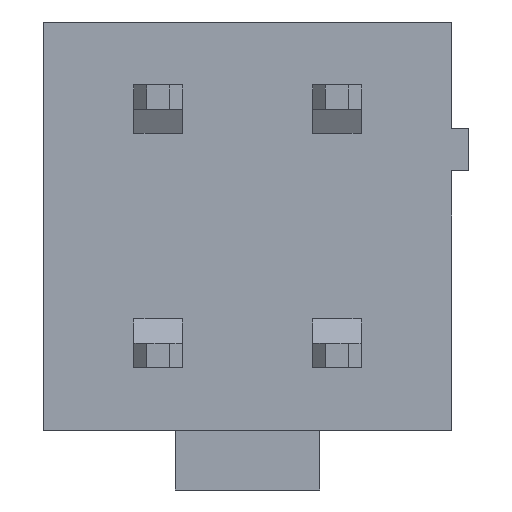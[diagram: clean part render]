
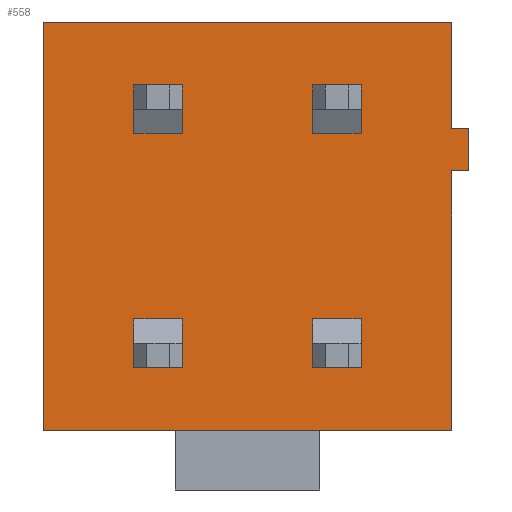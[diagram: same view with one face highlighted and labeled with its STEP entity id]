
A CAD part, front view. The second image highlights one B-rep face of the part: STEP entity #558.
In plain terms, the highlighted planar face has unit normal (0, -1, 0).
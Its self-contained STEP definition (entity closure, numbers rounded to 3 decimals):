
#16 = EDGE_CURVE ( 'NONE', #775, #1093, #1091, .T. ) ;
#42 = VERTEX_POINT ( 'NONE', #389 ) ;
#121 = LINE ( 'NONE', #795, #1169 ) ;
#132 = EDGE_CURVE ( 'NONE', #1425, #1028, #1336, .T. ) ;
#150 = CARTESIAN_POINT ( 'NONE',  ( 0., 0., 0. ) ) ;
#164 = VECTOR ( 'NONE', #393, 1000. ) ;
#170 = CARTESIAN_POINT ( 'NONE',  ( 4.8, 0., 3. ) ) ;
#192 = ORIENTED_EDGE ( 'NONE', *, *, #887, .F. ) ;
#221 = EDGE_CURVE ( 'NONE', #1093, #1244, #1131, .T. ) ;
#274 = DIRECTION ( 'NONE',  ( 0., 0., -1. ) ) ;
#359 = LINE ( 'NONE', #1372, #883 ) ;
#374 = CARTESIAN_POINT ( 'NONE',  ( -4.8, 0., 5.5 ) ) ;
#389 = CARTESIAN_POINT ( 'NONE',  ( 4.8, 0., 2. ) ) ;
#390 = FACE_OUTER_BOUND ( 'NONE', #1344, .T. ) ;
#393 = DIRECTION ( 'NONE',  ( -1., 0., 0. ) ) ;
#471 = VECTOR ( 'NONE', #274, 1000. ) ;
#475 = EDGE_CURVE ( 'NONE', #42, #775, #1033, .T. ) ;
#480 = CARTESIAN_POINT ( 'NONE',  ( 4.8, 0., 5.5 ) ) ;
#516 = DIRECTION ( 'NONE',  ( -1., 0., 0. ) ) ;
#540 = EDGE_CURVE ( 'NONE', #1244, #1357, #359, .T. ) ;
#557 = DIRECTION ( 'NONE',  ( 0., 0., 1. ) ) ;
#558 = ADVANCED_FACE ( 'NONE', ( #390 ), #596, .T. ) ;
#596 = PLANE ( 'NONE',  #1266 ) ;
#629 = CARTESIAN_POINT ( 'NONE',  ( 4.8, 0., 2. ) ) ;
#636 = CARTESIAN_POINT ( 'NONE',  ( 4.8, 0., 3. ) ) ;
#646 = CARTESIAN_POINT ( 'NONE',  ( 4.8, 0., -4.1 ) ) ;
#695 = ORIENTED_EDGE ( 'NONE', *, *, #1385, .F. ) ;
#712 = DIRECTION ( 'NONE',  ( 0., 0., -1. ) ) ;
#716 = ORIENTED_EDGE ( 'NONE', *, *, #1213, .F. ) ;
#741 = ORIENTED_EDGE ( 'NONE', *, *, #16, .F. ) ;
#748 = VECTOR ( 'NONE', #712, 1000. ) ;
#775 = VERTEX_POINT ( 'NONE', #646 ) ;
#784 = CARTESIAN_POINT ( 'NONE',  ( 5.2, 0., 3. ) ) ;
#795 = CARTESIAN_POINT ( 'NONE',  ( 4.8, 0., 5.5 ) ) ;
#808 = LINE ( 'NONE', #629, #993 ) ;
#853 = CARTESIAN_POINT ( 'NONE',  ( 4.8, 0., 5.5 ) ) ;
#883 = VECTOR ( 'NONE', #1150, 1000. ) ;
#887 = EDGE_CURVE ( 'NONE', #1357, #1425, #121, .T. ) ;
#891 = CARTESIAN_POINT ( 'NONE',  ( 5.2, 0., 2. ) ) ;
#923 = LINE ( 'NONE', #1364, #471 ) ;
#933 = DIRECTION ( 'NONE',  ( 0., -1., 0. ) ) ;
#954 = DIRECTION ( 'NONE',  ( 1., 0., 0. ) ) ;
#960 = ORIENTED_EDGE ( 'NONE', *, *, #540, .F. ) ;
#987 = CARTESIAN_POINT ( 'NONE',  ( -4.8, 0., 5.5 ) ) ;
#993 = VECTOR ( 'NONE', #516, 1000. ) ;
#1028 = VERTEX_POINT ( 'NONE', #784 ) ;
#1033 = LINE ( 'NONE', #480, #748 ) ;
#1042 = VERTEX_POINT ( 'NONE', #891 ) ;
#1080 = ORIENTED_EDGE ( 'NONE', *, *, #475, .F. ) ;
#1091 = LINE ( 'NONE', #1272, #164 ) ;
#1093 = VERTEX_POINT ( 'NONE', #1245 ) ;
#1131 = LINE ( 'NONE', #987, #1256 ) ;
#1150 = DIRECTION ( 'NONE',  ( 1., 0., 0. ) ) ;
#1169 = VECTOR ( 'NONE', #1222, 1000. ) ;
#1213 = EDGE_CURVE ( 'NONE', #1028, #1042, #923, .T. ) ;
#1222 = DIRECTION ( 'NONE',  ( 0., 0., -1. ) ) ;
#1244 = VERTEX_POINT ( 'NONE', #374 ) ;
#1245 = CARTESIAN_POINT ( 'NONE',  ( -4.8, 0., -4.1 ) ) ;
#1256 = VECTOR ( 'NONE', #557, 1000. ) ;
#1266 = AXIS2_PLACEMENT_3D ( 'NONE', #150, #933, #1361 ) ;
#1272 = CARTESIAN_POINT ( 'NONE',  ( -4.8, 0., -4.1 ) ) ;
#1300 = VECTOR ( 'NONE', #954, 1000. ) ;
#1336 = LINE ( 'NONE', #636, #1300 ) ;
#1344 = EDGE_LOOP ( 'NONE', ( #1393, #741, #1080, #695, #716, #1387, #192, #960 ) ) ;
#1357 = VERTEX_POINT ( 'NONE', #853 ) ;
#1361 = DIRECTION ( 'NONE',  ( 0., 0., -1. ) ) ;
#1364 = CARTESIAN_POINT ( 'NONE',  ( 5.2, 0., 2. ) ) ;
#1372 = CARTESIAN_POINT ( 'NONE',  ( -4.8, 0., 5.5 ) ) ;
#1385 = EDGE_CURVE ( 'NONE', #1042, #42, #808, .T. ) ;
#1387 = ORIENTED_EDGE ( 'NONE', *, *, #132, .F. ) ;
#1393 = ORIENTED_EDGE ( 'NONE', *, *, #221, .F. ) ;
#1425 = VERTEX_POINT ( 'NONE', #170 ) ;
